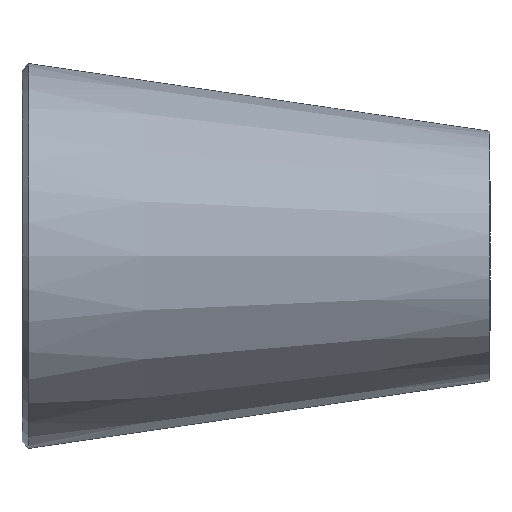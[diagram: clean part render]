
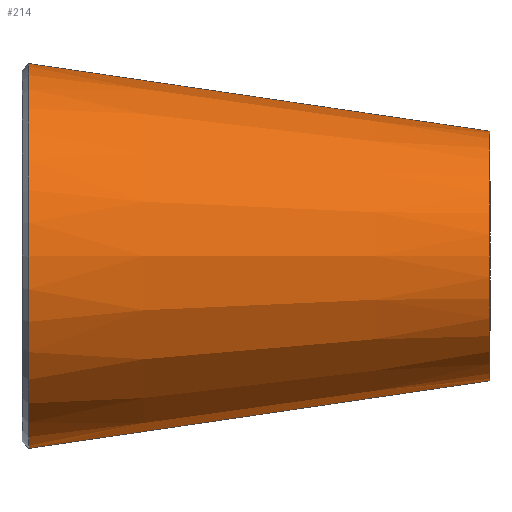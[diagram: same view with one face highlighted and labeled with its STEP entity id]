
A CAD part, left-side view. The second image highlights one B-rep face of the part: STEP entity #214.
In plain terms, the highlighted conical face has half-angle 8.344 degrees and reference radius 8 mm.
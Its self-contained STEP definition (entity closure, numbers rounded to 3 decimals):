
#5 = CIRCLE ( 'NONE', #242, 8. ) ;
#11 = ORIENTED_EDGE ( 'NONE', *, *, #208, .F. ) ;
#21 = AXIS2_PLACEMENT_3D ( 'NONE', #129, #283, #256 ) ;
#22 = CARTESIAN_POINT ( 'NONE',  ( 0., 0., -8. ) ) ;
#25 = DIRECTION ( 'NONE',  ( 0., 0.989, 0.145 ) ) ;
#40 = VERTEX_POINT ( 'NONE', #86 ) ;
#46 = LINE ( 'NONE', #226, #290 ) ;
#49 = CARTESIAN_POINT ( 'NONE',  ( 0., 0., 8. ) ) ;
#52 = DIRECTION ( 'NONE',  ( 0., -1., 0. ) ) ;
#64 = CIRCLE ( 'NONE', #74, 12.336 ) ;
#68 = EDGE_CURVE ( 'NONE', #218, #198, #64, .T. ) ;
#72 = CONICAL_SURFACE ( 'NONE', #21, 8., 0.146 ) ;
#74 = AXIS2_PLACEMENT_3D ( 'NONE', #289, #258, #166 ) ;
#75 = LINE ( 'NONE', #49, #200 ) ;
#76 = EDGE_CURVE ( 'NONE', #40, #172, #5, .T. ) ;
#86 = CARTESIAN_POINT ( 'NONE',  ( 0., 0., 8. ) ) ;
#125 = CARTESIAN_POINT ( 'NONE',  ( 0., 29.564, 12.336 ) ) ;
#129 = CARTESIAN_POINT ( 'NONE',  ( 0., 0., 0. ) ) ;
#145 = EDGE_LOOP ( 'NONE', ( #11, #288, #170, #199 ) ) ;
#155 = CARTESIAN_POINT ( 'NONE',  ( 0., 29.564, -12.336 ) ) ;
#166 = DIRECTION ( 'NONE',  ( 0., 0., -1. ) ) ;
#170 = ORIENTED_EDGE ( 'NONE', *, *, #269, .T. ) ;
#172 = VERTEX_POINT ( 'NONE', #22 ) ;
#198 = VERTEX_POINT ( 'NONE', #155 ) ;
#199 = ORIENTED_EDGE ( 'NONE', *, *, #68, .T. ) ;
#200 = VECTOR ( 'NONE', #25, 1000. ) ;
#208 = EDGE_CURVE ( 'NONE', #172, #198, #46, .T. ) ;
#214 = ADVANCED_FACE ( 'NONE', ( #227 ), #72, .T. ) ;
#218 = VERTEX_POINT ( 'NONE', #125 ) ;
#226 = CARTESIAN_POINT ( 'NONE',  ( 0., 0., -8. ) ) ;
#227 = FACE_OUTER_BOUND ( 'NONE', #145, .T. ) ;
#231 = DIRECTION ( 'NONE',  ( 0., 0., -1. ) ) ;
#242 = AXIS2_PLACEMENT_3D ( 'NONE', #294, #52, #231 ) ;
#251 = DIRECTION ( 'NONE',  ( 0., 0.989, -0.145 ) ) ;
#256 = DIRECTION ( 'NONE',  ( 0., 0., 1. ) ) ;
#258 = DIRECTION ( 'NONE',  ( 0., -1., 0. ) ) ;
#269 = EDGE_CURVE ( 'NONE', #40, #218, #75, .T. ) ;
#283 = DIRECTION ( 'NONE',  ( 0., 1., 0. ) ) ;
#288 = ORIENTED_EDGE ( 'NONE', *, *, #76, .F. ) ;
#289 = CARTESIAN_POINT ( 'NONE',  ( 0., 29.564, 0. ) ) ;
#290 = VECTOR ( 'NONE', #251, 1000. ) ;
#294 = CARTESIAN_POINT ( 'NONE',  ( 0., 0., 0. ) ) ;
